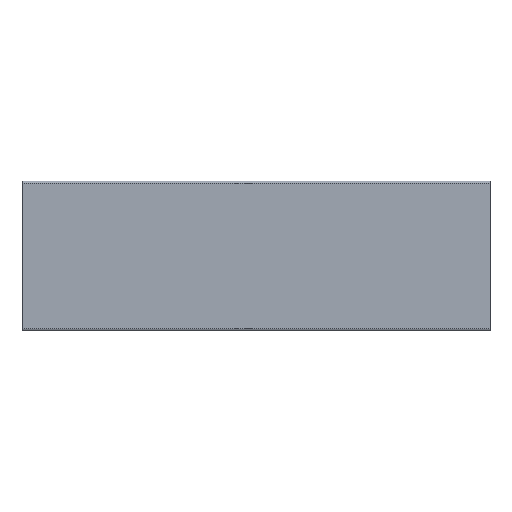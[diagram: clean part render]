
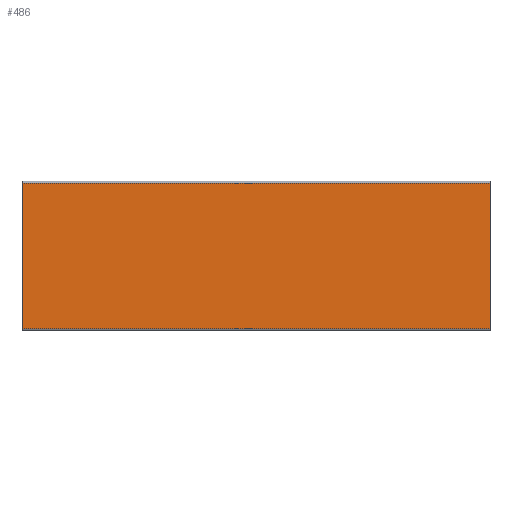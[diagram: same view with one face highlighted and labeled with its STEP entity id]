
A CAD part, left-side view. The second image highlights one B-rep face of the part: STEP entity #486.
In plain terms, the highlighted planar face has unit normal (-1, 0, 0).
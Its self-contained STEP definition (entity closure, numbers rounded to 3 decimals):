
#27=PLANE('',#546);
#50=FACE_OUTER_BOUND('',#75,.T.);
#75=EDGE_LOOP('',(#394,#395,#396,#397));
#142=LINE('',#810,#195);
#143=LINE('',#813,#196);
#144=LINE('',#815,#197);
#145=LINE('',#816,#198);
#195=VECTOR('',#665,10.);
#196=VECTOR('',#668,10.);
#197=VECTOR('',#669,10.);
#198=VECTOR('',#670,10.);
#241=VERTEX_POINT('',#806);
#242=VERTEX_POINT('',#808);
#243=VERTEX_POINT('',#812);
#244=VERTEX_POINT('',#814);
#306=EDGE_CURVE('',#241,#242,#142,.T.);
#307=EDGE_CURVE('',#243,#241,#143,.T.);
#308=EDGE_CURVE('',#244,#242,#144,.T.);
#309=EDGE_CURVE('',#243,#244,#145,.T.);
#394=ORIENTED_EDGE('',*,*,#307,.T.);
#395=ORIENTED_EDGE('',*,*,#306,.T.);
#396=ORIENTED_EDGE('',*,*,#308,.F.);
#397=ORIENTED_EDGE('',*,*,#309,.F.);
#486=ADVANCED_FACE('',(#50),#27,.T.);
#546=AXIS2_PLACEMENT_3D('',#811,#666,#667);
#665=DIRECTION('',(0.,1.,0.));
#666=DIRECTION('center_axis',(-1.,0.,0.));
#667=DIRECTION('ref_axis',(0.,0.,1.));
#668=DIRECTION('',(0.,0.,1.));
#669=DIRECTION('',(0.,0.,1.));
#670=DIRECTION('',(0.,1.,0.));
#806=CARTESIAN_POINT('',(-32.5,0.,15.5));
#808=CARTESIAN_POINT('',(-32.5,100.,15.5));
#810=CARTESIAN_POINT('',(-32.5,0.,15.5));
#811=CARTESIAN_POINT('Origin',(-32.5,0.,-15.5));
#812=CARTESIAN_POINT('',(-32.5,0.,-15.5));
#813=CARTESIAN_POINT('',(-32.5,0.,-15.5));
#814=CARTESIAN_POINT('',(-32.5,100.,-15.5));
#815=CARTESIAN_POINT('',(-32.5,100.,-15.5));
#816=CARTESIAN_POINT('',(-32.5,0.,-15.5));
